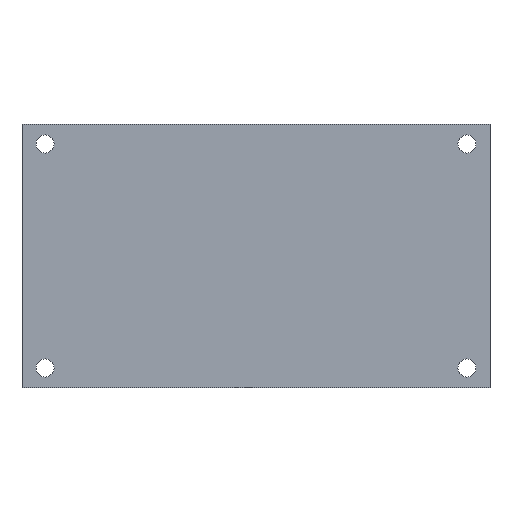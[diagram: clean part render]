
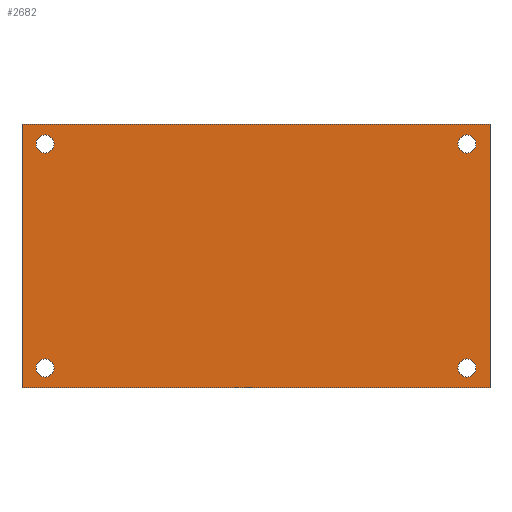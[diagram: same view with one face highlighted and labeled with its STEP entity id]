
A CAD part, front view. The second image highlights one B-rep face of the part: STEP entity #2682.
In plain terms, the highlighted planar face has unit normal (0, -1, 0).
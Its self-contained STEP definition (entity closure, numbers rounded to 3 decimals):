
#45 = CARTESIAN_POINT ( 'NONE',  ( 64., -20., 34. ) ) ;
#338 = ORIENTED_EDGE ( 'NONE', *, *, #983, .T. ) ;
#411 = VERTEX_POINT ( 'NONE', #11944 ) ;
#663 = CARTESIAN_POINT ( 'NONE',  ( 71., -20., -40. ) ) ;
#838 = ORIENTED_EDGE ( 'NONE', *, *, #14168, .T. ) ;
#881 = VERTEX_POINT ( 'NONE', #11984 ) ;
#964 = FACE_BOUND ( 'NONE', #7586, .T. ) ;
#966 = CARTESIAN_POINT ( 'NONE',  ( 64., -20., -34. ) ) ;
#983 = EDGE_CURVE ( 'NONE', #14338, #411, #7995, .T. ) ;
#1431 = FACE_BOUND ( 'NONE', #8399, .T. ) ;
#1489 = AXIS2_PLACEMENT_3D ( 'NONE', #12278, #3382, #13760 ) ;
#1547 = DIRECTION ( 'NONE',  ( 0., 0., 1. ) ) ;
#1550 = LINE ( 'NONE', #6545, #5027 ) ;
#1575 = CARTESIAN_POINT ( 'NONE',  ( -71., -20., 40. ) ) ;
#1766 = VERTEX_POINT ( 'NONE', #2708 ) ;
#2467 = DIRECTION ( 'NONE',  ( 0., 0., 1. ) ) ;
#2517 = CARTESIAN_POINT ( 'NONE',  ( -64., -20., 36.75 ) ) ;
#2621 = VERTEX_POINT ( 'NONE', #6576 ) ;
#2682 = ADVANCED_FACE ( 'NONE', ( #12794, #964, #1431, #8867, #16286 ), #14281, .F. ) ;
#2708 = CARTESIAN_POINT ( 'NONE',  ( 64., -20., -31.25 ) ) ;
#2742 = ORIENTED_EDGE ( 'NONE', *, *, #14645, .F. ) ;
#3011 = CARTESIAN_POINT ( 'NONE',  ( 71., -20., 40. ) ) ;
#3382 = DIRECTION ( 'NONE',  ( 0., 1., 0. ) ) ;
#3611 = DIRECTION ( 'NONE',  ( -1., 0., 0. ) ) ;
#4216 = VECTOR ( 'NONE', #8972, 1000. ) ;
#4278 = AXIS2_PLACEMENT_3D ( 'NONE', #8220, #18617, #9728 ) ;
#4295 = CIRCLE ( 'NONE', #14026, 2.75 ) ;
#4530 = DIRECTION ( 'NONE',  ( 0., 1., 0. ) ) ;
#4552 = DIRECTION ( 'NONE',  ( 0., 1., 0. ) ) ;
#4674 = LINE ( 'NONE', #1575, #4216 ) ;
#4702 = DIRECTION ( 'NONE',  ( -1., 0., 0. ) ) ;
#5027 = VECTOR ( 'NONE', #3611, 1000. ) ;
#5127 = CARTESIAN_POINT ( 'NONE',  ( -64., -20., -31.25 ) ) ;
#5143 = EDGE_CURVE ( 'NONE', #7975, #6912, #6483, .T. ) ;
#5307 = VECTOR ( 'NONE', #4702, 1000. ) ;
#5408 = EDGE_CURVE ( 'NONE', #7975, #6840, #13645, .T. ) ;
#5504 = DIRECTION ( 'NONE',  ( 0., 1., 0. ) ) ;
#5986 = VERTEX_POINT ( 'NONE', #5127 ) ;
#6152 = EDGE_CURVE ( 'NONE', #411, #14338, #16850, .T. ) ;
#6202 = ORIENTED_EDGE ( 'NONE', *, *, #16162, .T. ) ;
#6334 = ORIENTED_EDGE ( 'NONE', *, *, #17036, .T. ) ;
#6483 = LINE ( 'NONE', #7185, #7422 ) ;
#6545 = CARTESIAN_POINT ( 'NONE',  ( 71., -20., -40. ) ) ;
#6576 = CARTESIAN_POINT ( 'NONE',  ( -71., -20., -40. ) ) ;
#6677 = EDGE_LOOP ( 'NONE', ( #14367, #6202 ) ) ;
#6728 = CIRCLE ( 'NONE', #18495, 2.75 ) ;
#6840 = VERTEX_POINT ( 'NONE', #12345 ) ;
#6902 = CARTESIAN_POINT ( 'NONE',  ( 71., -20., 40. ) ) ;
#6912 = VERTEX_POINT ( 'NONE', #663 ) ;
#7068 = AXIS2_PLACEMENT_3D ( 'NONE', #45, #10456, #1547 ) ;
#7185 = CARTESIAN_POINT ( 'NONE',  ( 71., -20., 40. ) ) ;
#7371 = DIRECTION ( 'NONE',  ( 0., 1., 0. ) ) ;
#7422 = VECTOR ( 'NONE', #8665, 1000. ) ;
#7586 = EDGE_LOOP ( 'NONE', ( #338, #12448 ) ) ;
#7857 = EDGE_CURVE ( 'NONE', #1766, #12269, #6728, .T. ) ;
#7876 = AXIS2_PLACEMENT_3D ( 'NONE', #6902, #8382, #17261 ) ;
#7975 = VERTEX_POINT ( 'NONE', #3011 ) ;
#7995 = CIRCLE ( 'NONE', #1489, 2.75 ) ;
#8220 = CARTESIAN_POINT ( 'NONE',  ( -64., -20., 34. ) ) ;
#8382 = DIRECTION ( 'NONE',  ( 0., 1., 0. ) ) ;
#8399 = EDGE_LOOP ( 'NONE', ( #14383, #838 ) ) ;
#8665 = DIRECTION ( 'NONE',  ( 0., 0., -1. ) ) ;
#8844 = EDGE_LOOP ( 'NONE', ( #9039, #2742, #14020, #16758 ) ) ;
#8867 = FACE_BOUND ( 'NONE', #11870, .T. ) ;
#8972 = DIRECTION ( 'NONE',  ( 0., 0., -1. ) ) ;
#9039 = ORIENTED_EDGE ( 'NONE', *, *, #18565, .T. ) ;
#9597 = CIRCLE ( 'NONE', #14176, 2.75 ) ;
#9728 = DIRECTION ( 'NONE',  ( 0., 0., 1. ) ) ;
#10313 = CIRCLE ( 'NONE', #11318, 2.75 ) ;
#10456 = DIRECTION ( 'NONE',  ( 0., 1., 0. ) ) ;
#10920 = CIRCLE ( 'NONE', #4278, 2.75 ) ;
#11318 = AXIS2_PLACEMENT_3D ( 'NONE', #13406, #4530, #14903 ) ;
#11367 = DIRECTION ( 'NONE',  ( 0., 1., 0. ) ) ;
#11870 = EDGE_LOOP ( 'NONE', ( #18343, #6334 ) ) ;
#11944 = CARTESIAN_POINT ( 'NONE',  ( 64., -20., 31.25 ) ) ;
#11984 = CARTESIAN_POINT ( 'NONE',  ( -64., -20., -36.75 ) ) ;
#12269 = VERTEX_POINT ( 'NONE', #17421 ) ;
#12278 = CARTESIAN_POINT ( 'NONE',  ( 64., -20., 34. ) ) ;
#12345 = CARTESIAN_POINT ( 'NONE',  ( -71., -20., 40. ) ) ;
#12448 = ORIENTED_EDGE ( 'NONE', *, *, #6152, .T. ) ;
#12794 = FACE_BOUND ( 'NONE', #6677, .T. ) ;
#13406 = CARTESIAN_POINT ( 'NONE',  ( -64., -20., 34. ) ) ;
#13430 = CARTESIAN_POINT ( 'NONE',  ( -64., -20., -34. ) ) ;
#13570 = CARTESIAN_POINT ( 'NONE',  ( 71., -20., 40. ) ) ;
#13645 = LINE ( 'NONE', #13570, #5307 ) ;
#13760 = DIRECTION ( 'NONE',  ( 0., 0., 1. ) ) ;
#14020 = ORIENTED_EDGE ( 'NONE', *, *, #5143, .F. ) ;
#14026 = AXIS2_PLACEMENT_3D ( 'NONE', #13430, #4552, #14923 ) ;
#14128 = VERTEX_POINT ( 'NONE', #18690 ) ;
#14168 = EDGE_CURVE ( 'NONE', #12269, #1766, #16192, .T. ) ;
#14176 = AXIS2_PLACEMENT_3D ( 'NONE', #16238, #7371, #17731 ) ;
#14281 = PLANE ( 'NONE',  #7876 ) ;
#14338 = VERTEX_POINT ( 'NONE', #14655 ) ;
#14367 = ORIENTED_EDGE ( 'NONE', *, *, #19118, .T. ) ;
#14369 = CARTESIAN_POINT ( 'NONE',  ( 64., -20., -34. ) ) ;
#14383 = ORIENTED_EDGE ( 'NONE', *, *, #7857, .T. ) ;
#14645 = EDGE_CURVE ( 'NONE', #6912, #2621, #1550, .T. ) ;
#14655 = CARTESIAN_POINT ( 'NONE',  ( 64., -20., 36.75 ) ) ;
#14781 = VERTEX_POINT ( 'NONE', #2517 ) ;
#14903 = DIRECTION ( 'NONE',  ( 0., 0., 1. ) ) ;
#14923 = DIRECTION ( 'NONE',  ( 0., 0., 1. ) ) ;
#15254 = AXIS2_PLACEMENT_3D ( 'NONE', #966, #11367, #2467 ) ;
#15672 = EDGE_CURVE ( 'NONE', #5986, #881, #4295, .T. ) ;
#15865 = DIRECTION ( 'NONE',  ( 0., 0., 1. ) ) ;
#16162 = EDGE_CURVE ( 'NONE', #14128, #14781, #10313, .T. ) ;
#16192 = CIRCLE ( 'NONE', #15254, 2.75 ) ;
#16238 = CARTESIAN_POINT ( 'NONE',  ( -64., -20., -34. ) ) ;
#16286 = FACE_OUTER_BOUND ( 'NONE', #8844, .T. ) ;
#16758 = ORIENTED_EDGE ( 'NONE', *, *, #5408, .T. ) ;
#16850 = CIRCLE ( 'NONE', #7068, 2.75 ) ;
#17036 = EDGE_CURVE ( 'NONE', #881, #5986, #9597, .T. ) ;
#17261 = DIRECTION ( 'NONE',  ( 0., 0., 1. ) ) ;
#17421 = CARTESIAN_POINT ( 'NONE',  ( 64., -20., -36.75 ) ) ;
#17731 = DIRECTION ( 'NONE',  ( 0., 0., 1. ) ) ;
#18343 = ORIENTED_EDGE ( 'NONE', *, *, #15672, .T. ) ;
#18495 = AXIS2_PLACEMENT_3D ( 'NONE', #14369, #5504, #15865 ) ;
#18565 = EDGE_CURVE ( 'NONE', #6840, #2621, #4674, .T. ) ;
#18617 = DIRECTION ( 'NONE',  ( 0., 1., 0. ) ) ;
#18690 = CARTESIAN_POINT ( 'NONE',  ( -64., -20., 31.25 ) ) ;
#19118 = EDGE_CURVE ( 'NONE', #14781, #14128, #10920, .T. ) ;
